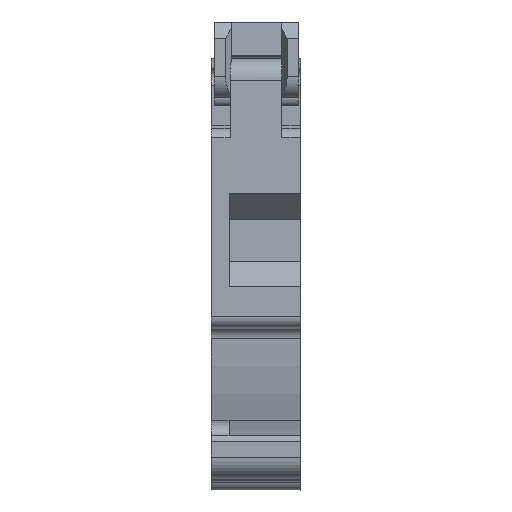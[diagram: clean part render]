
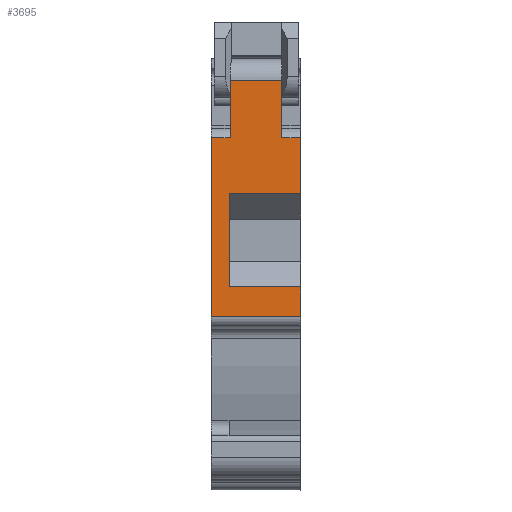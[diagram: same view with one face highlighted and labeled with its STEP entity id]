
A CAD part, front view. The second image highlights one B-rep face of the part: STEP entity #3695.
In plain terms, the highlighted planar face has unit normal (0, -1, 0).
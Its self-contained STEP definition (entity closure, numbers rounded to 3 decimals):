
#3320=AXIS2_PLACEMENT_3D('Plane Axis2P3D',#3317,#3318,#3319) ;
#159=CARTESIAN_POINT('Vertex',(8.099,0.025,32.054)) ;
#162=CARTESIAN_POINT('Line Origine',(8.099,0.025,29.527)) ;
#166=CARTESIAN_POINT('Vertex',(8.099,0.025,27.)) ;
#215=CARTESIAN_POINT('Vertex',(8.099,0.025,18.5)) ;
#218=CARTESIAN_POINT('Line Origine',(8.099,0.025,17.875)) ;
#222=CARTESIAN_POINT('Vertex',(8.099,0.025,17.25)) ;
#225=CARTESIAN_POINT('Line Origine',(8.099,0.025,16.5)) ;
#229=CARTESIAN_POINT('Vertex',(8.099,0.025,15.75)) ;
#3317=CARTESIAN_POINT('Axis2P3D Location',(-0.001,0.027,17.25)) ;
#3602=CARTESIAN_POINT('Line Origine',(4.049,0.026,15.75)) ;
#3606=CARTESIAN_POINT('Vertex',(-0.001,0.027,15.75)) ;
#3621=CARTESIAN_POINT('Line Origine',(4.849,0.026,27.)) ;
#3625=CARTESIAN_POINT('Vertex',(1.599,0.027,27.)) ;
#3628=CARTESIAN_POINT('Line Origine',(7.243,0.025,32.054)) ;
#3632=CARTESIAN_POINT('Vertex',(6.387,0.025,32.054)) ;
#3635=CARTESIAN_POINT('Line Origine',(6.387,0.025,34.652)) ;
#3639=CARTESIAN_POINT('Vertex',(6.387,0.025,37.25)) ;
#3642=CARTESIAN_POINT('Line Origine',(4.049,0.026,37.25)) ;
#3646=CARTESIAN_POINT('Vertex',(1.712,0.027,37.25)) ;
#3649=CARTESIAN_POINT('Line Origine',(1.712,0.027,34.652)) ;
#3653=CARTESIAN_POINT('Vertex',(1.712,0.027,32.054)) ;
#3656=CARTESIAN_POINT('Line Origine',(0.855,0.027,32.054)) ;
#3660=CARTESIAN_POINT('Vertex',(-0.001,0.027,32.054)) ;
#3663=CARTESIAN_POINT('Line Origine',(-0.001,0.027,23.902)) ;
#3668=CARTESIAN_POINT('Line Origine',(4.849,0.026,18.5)) ;
#3672=CARTESIAN_POINT('Vertex',(1.599,0.027,18.5)) ;
#3675=CARTESIAN_POINT('Line Origine',(1.599,0.027,22.75)) ;
#163=DIRECTION('Vector Direction',(0.,0.,1.)) ;
#219=DIRECTION('Vector Direction',(0.,0.,1.)) ;
#226=DIRECTION('Vector Direction',(0.,0.,1.)) ;
#3318=DIRECTION('Axis2P3D Direction',(0.,1.,0.)) ;
#3319=DIRECTION('Axis2P3D XDirection',(0.,0.,1.)) ;
#3603=DIRECTION('Vector Direction',(-1.,0.,0.)) ;
#3622=DIRECTION('Vector Direction',(-1.,0.,0.)) ;
#3629=DIRECTION('Vector Direction',(1.,0.,0.)) ;
#3636=DIRECTION('Vector Direction',(0.,0.,1.)) ;
#3643=DIRECTION('Vector Direction',(-1.,0.,0.)) ;
#3650=DIRECTION('Vector Direction',(0.,0.,1.)) ;
#3657=DIRECTION('Vector Direction',(1.,0.,0.)) ;
#3664=DIRECTION('Vector Direction',(0.,0.,1.)) ;
#3669=DIRECTION('Vector Direction',(1.,0.,0.)) ;
#3676=DIRECTION('Vector Direction',(0.,0.,1.)) ;
#164=VECTOR('Line Direction',#163,1.) ;
#220=VECTOR('Line Direction',#219,1.) ;
#227=VECTOR('Line Direction',#226,1.) ;
#3604=VECTOR('Line Direction',#3603,1.) ;
#3623=VECTOR('Line Direction',#3622,1.) ;
#3630=VECTOR('Line Direction',#3629,1.) ;
#3637=VECTOR('Line Direction',#3636,1.) ;
#3644=VECTOR('Line Direction',#3643,1.) ;
#3651=VECTOR('Line Direction',#3650,1.) ;
#3658=VECTOR('Line Direction',#3657,1.) ;
#3665=VECTOR('Line Direction',#3664,1.) ;
#3670=VECTOR('Line Direction',#3669,1.) ;
#3677=VECTOR('Line Direction',#3676,1.) ;
#3681=ORIENTED_EDGE('',*,*,#3627,.T.) ;
#3682=ORIENTED_EDGE('',*,*,#168,.T.) ;
#3683=ORIENTED_EDGE('',*,*,#3634,.T.) ;
#3684=ORIENTED_EDGE('',*,*,#3641,.F.) ;
#3685=ORIENTED_EDGE('',*,*,#3648,.T.) ;
#3686=ORIENTED_EDGE('',*,*,#3655,.F.) ;
#3687=ORIENTED_EDGE('',*,*,#3662,.F.) ;
#3688=ORIENTED_EDGE('',*,*,#3667,.F.) ;
#3689=ORIENTED_EDGE('',*,*,#3608,.T.) ;
#3690=ORIENTED_EDGE('',*,*,#231,.T.) ;
#3691=ORIENTED_EDGE('',*,*,#224,.T.) ;
#3692=ORIENTED_EDGE('',*,*,#3674,.T.) ;
#3693=ORIENTED_EDGE('',*,*,#3679,.T.) ;
#3695=ADVANCED_FACE('39460 KLTR ASK1 EN.1\\KLTR Body',(#3694),#3321,.F.) ;
#168=EDGE_CURVE('',#167,#160,#165,.T.) ;
#224=EDGE_CURVE('',#223,#216,#221,.T.) ;
#231=EDGE_CURVE('',#230,#223,#228,.T.) ;
#3608=EDGE_CURVE('',#3607,#230,#3605,.F.) ;
#3627=EDGE_CURVE('',#3626,#167,#3624,.F.) ;
#3634=EDGE_CURVE('',#160,#3633,#3631,.F.) ;
#3641=EDGE_CURVE('',#3640,#3633,#3638,.F.) ;
#3648=EDGE_CURVE('',#3640,#3647,#3645,.T.) ;
#3655=EDGE_CURVE('',#3654,#3647,#3652,.T.) ;
#3662=EDGE_CURVE('',#3661,#3654,#3659,.T.) ;
#3667=EDGE_CURVE('',#3607,#3661,#3666,.T.) ;
#3674=EDGE_CURVE('',#216,#3673,#3671,.F.) ;
#3679=EDGE_CURVE('',#3673,#3626,#3678,.T.) ;
#3680=EDGE_LOOP('',(#3681,#3682,#3683,#3684,#3685,#3686,#3687,#3688,#3689,#3690,#3691,#3692,#3693)) ;
#3694=FACE_OUTER_BOUND('',#3680,.T.) ;
#165=LINE('Line',#162,#164) ;
#221=LINE('Line',#218,#220) ;
#228=LINE('Line',#225,#227) ;
#3605=LINE('Line',#3602,#3604) ;
#3624=LINE('Line',#3621,#3623) ;
#3631=LINE('Line',#3628,#3630) ;
#3638=LINE('Line',#3635,#3637) ;
#3645=LINE('Line',#3642,#3644) ;
#3652=LINE('Line',#3649,#3651) ;
#3659=LINE('Line',#3656,#3658) ;
#3666=LINE('Line',#3663,#3665) ;
#3671=LINE('Line',#3668,#3670) ;
#3678=LINE('Line',#3675,#3677) ;
#3321=PLANE('',#3320) ;
#160=VERTEX_POINT('',#159) ;
#167=VERTEX_POINT('',#166) ;
#216=VERTEX_POINT('',#215) ;
#223=VERTEX_POINT('',#222) ;
#230=VERTEX_POINT('',#229) ;
#3607=VERTEX_POINT('',#3606) ;
#3626=VERTEX_POINT('',#3625) ;
#3633=VERTEX_POINT('',#3632) ;
#3640=VERTEX_POINT('',#3639) ;
#3647=VERTEX_POINT('',#3646) ;
#3654=VERTEX_POINT('',#3653) ;
#3661=VERTEX_POINT('',#3660) ;
#3673=VERTEX_POINT('',#3672) ;
